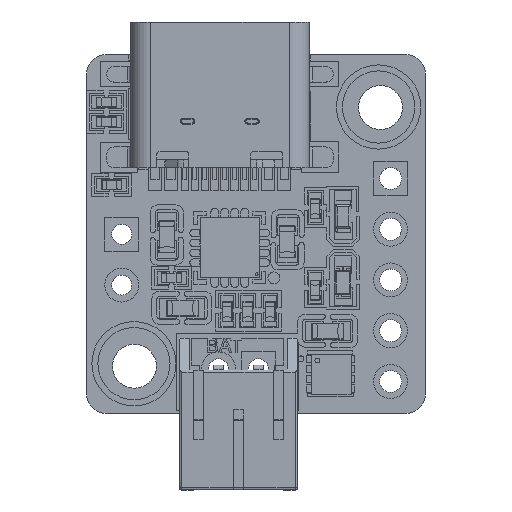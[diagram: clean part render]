
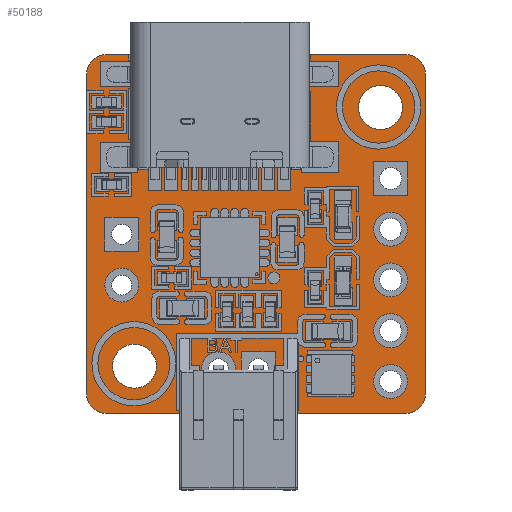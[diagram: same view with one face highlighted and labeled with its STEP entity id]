
A CAD part, top view. The second image highlights one B-rep face of the part: STEP entity #50188.
In plain terms, the highlighted planar face has unit normal (0, 0, 1).
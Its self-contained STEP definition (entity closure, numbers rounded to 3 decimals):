
#2229=FACE_BOUND('',#7397,.T.);
#2230=FACE_BOUND('',#7398,.T.);
#2231=FACE_BOUND('',#7399,.T.);
#2232=FACE_BOUND('',#7400,.T.);
#2233=FACE_BOUND('',#7401,.T.);
#2234=FACE_BOUND('',#7402,.T.);
#2235=FACE_BOUND('',#7403,.T.);
#2236=FACE_BOUND('',#7404,.T.);
#2237=FACE_BOUND('',#7405,.T.);
#2238=FACE_BOUND('',#7406,.T.);
#2239=FACE_BOUND('',#7407,.T.);
#2240=FACE_BOUND('',#7408,.T.);
#2241=FACE_BOUND('',#7409,.T.);
#2367=PLANE('',#53497);
#4422=FACE_OUTER_BOUND('',#7396,.T.);
#7396=EDGE_LOOP('',(#34246,#34247,#34248,#34249,#34250,#34251,#34252,#34253));
#7397=EDGE_LOOP('',(#34254));
#7398=EDGE_LOOP('',(#34255));
#7399=EDGE_LOOP('',(#34256));
#7400=EDGE_LOOP('',(#34257));
#7401=EDGE_LOOP('',(#34258));
#7402=EDGE_LOOP('',(#34259));
#7403=EDGE_LOOP('',(#34260));
#7404=EDGE_LOOP('',(#34261));
#7405=EDGE_LOOP('',(#34262));
#7406=EDGE_LOOP('',(#34263));
#7407=EDGE_LOOP('',(#34264));
#7408=EDGE_LOOP('',(#34265));
#7409=EDGE_LOOP('',(#34266));
#10488=CIRCLE('',#53476,0.987);
#10506=CIRCLE('',#53498,0.987);
#10507=CIRCLE('',#53499,0.987);
#10508=CIRCLE('',#53500,0.987);
#10509=CIRCLE('',#53501,0.55);
#10510=CIRCLE('',#53502,0.55);
#10511=CIRCLE('',#53503,0.5);
#10512=CIRCLE('',#53504,0.55);
#10513=CIRCLE('',#53505,0.5);
#10514=CIRCLE('',#53506,1.1);
#10515=CIRCLE('',#53507,0.5);
#10516=CIRCLE('',#53508,0.55);
#10517=CIRCLE('',#53509,0.55);
#10518=CIRCLE('',#53510,1.1);
#10519=CIRCLE('',#53511,0.325);
#10520=CIRCLE('',#53512,0.5);
#10521=CIRCLE('',#53513,0.325);
#11131=LINE('',#68752,#16615);
#11133=LINE('',#68756,#16617);
#11138=LINE('',#68800,#16622);
#11139=LINE('',#68804,#16623);
#16615=VECTOR('',#56748,1.);
#16617=VECTOR('',#56752,1.);
#16622=VECTOR('',#56795,1.);
#16623=VECTOR('',#56798,1.);
#22097=VERTEX_POINT('',#68741);
#22098=VERTEX_POINT('',#68743);
#22101=VERTEX_POINT('',#68750);
#22102=VERTEX_POINT('',#68755);
#22121=VERTEX_POINT('',#68797);
#22122=VERTEX_POINT('',#68799);
#22123=VERTEX_POINT('',#68801);
#22124=VERTEX_POINT('',#68803);
#22125=VERTEX_POINT('',#68806);
#22126=VERTEX_POINT('',#68808);
#22127=VERTEX_POINT('',#68810);
#22128=VERTEX_POINT('',#68812);
#22129=VERTEX_POINT('',#68814);
#22130=VERTEX_POINT('',#68816);
#22131=VERTEX_POINT('',#68818);
#22132=VERTEX_POINT('',#68820);
#22133=VERTEX_POINT('',#68822);
#22134=VERTEX_POINT('',#68824);
#22135=VERTEX_POINT('',#68826);
#22136=VERTEX_POINT('',#68828);
#22137=VERTEX_POINT('',#68830);
#26918=EDGE_CURVE('',#22097,#22098,#10488,.T.);
#26922=EDGE_CURVE('',#22101,#22097,#11131,.T.);
#26924=EDGE_CURVE('',#22098,#22102,#11133,.T.);
#26945=EDGE_CURVE('',#22121,#22101,#10506,.T.);
#26946=EDGE_CURVE('',#22122,#22121,#11138,.T.);
#26947=EDGE_CURVE('',#22123,#22122,#10507,.T.);
#26948=EDGE_CURVE('',#22124,#22123,#11139,.T.);
#26949=EDGE_CURVE('',#22102,#22124,#10508,.T.);
#26950=EDGE_CURVE('',#22125,#22125,#10509,.T.);
#26951=EDGE_CURVE('',#22126,#22126,#10510,.T.);
#26952=EDGE_CURVE('',#22127,#22127,#10511,.T.);
#26953=EDGE_CURVE('',#22128,#22128,#10512,.T.);
#26954=EDGE_CURVE('',#22129,#22129,#10513,.T.);
#26955=EDGE_CURVE('',#22130,#22130,#10514,.T.);
#26956=EDGE_CURVE('',#22131,#22131,#10515,.T.);
#26957=EDGE_CURVE('',#22132,#22132,#10516,.T.);
#26958=EDGE_CURVE('',#22133,#22133,#10517,.T.);
#26959=EDGE_CURVE('',#22134,#22134,#10518,.T.);
#26960=EDGE_CURVE('',#22135,#22135,#10519,.T.);
#26961=EDGE_CURVE('',#22136,#22136,#10520,.T.);
#26962=EDGE_CURVE('',#22137,#22137,#10521,.T.);
#34246=ORIENTED_EDGE('',*,*,#26918,.F.);
#34247=ORIENTED_EDGE('',*,*,#26922,.F.);
#34248=ORIENTED_EDGE('',*,*,#26945,.F.);
#34249=ORIENTED_EDGE('',*,*,#26946,.F.);
#34250=ORIENTED_EDGE('',*,*,#26947,.F.);
#34251=ORIENTED_EDGE('',*,*,#26948,.F.);
#34252=ORIENTED_EDGE('',*,*,#26949,.F.);
#34253=ORIENTED_EDGE('',*,*,#26924,.F.);
#34254=ORIENTED_EDGE('',*,*,#26950,.F.);
#34255=ORIENTED_EDGE('',*,*,#26951,.F.);
#34256=ORIENTED_EDGE('',*,*,#26952,.F.);
#34257=ORIENTED_EDGE('',*,*,#26953,.F.);
#34258=ORIENTED_EDGE('',*,*,#26954,.F.);
#34259=ORIENTED_EDGE('',*,*,#26955,.F.);
#34260=ORIENTED_EDGE('',*,*,#26956,.F.);
#34261=ORIENTED_EDGE('',*,*,#26957,.F.);
#34262=ORIENTED_EDGE('',*,*,#26958,.F.);
#34263=ORIENTED_EDGE('',*,*,#26959,.F.);
#34264=ORIENTED_EDGE('',*,*,#26960,.F.);
#34265=ORIENTED_EDGE('',*,*,#26961,.F.);
#34266=ORIENTED_EDGE('',*,*,#26962,.F.);
#50188=ADVANCED_FACE('',(#4422,#2229,#2230,#2231,#2232,#2233,#2234,#2235,
#2236,#2237,#2238,#2239,#2240,#2241),#2367,.F.);
#53476=AXIS2_PLACEMENT_3D('',#68744,#56740,#56741);
#53497=AXIS2_PLACEMENT_3D('',#68796,#56791,#56792);
#53498=AXIS2_PLACEMENT_3D('',#68798,#56793,#56794);
#53499=AXIS2_PLACEMENT_3D('',#68802,#56796,#56797);
#53500=AXIS2_PLACEMENT_3D('',#68805,#56799,#56800);
#53501=AXIS2_PLACEMENT_3D('',#68807,#56801,#56802);
#53502=AXIS2_PLACEMENT_3D('',#68809,#56803,#56804);
#53503=AXIS2_PLACEMENT_3D('',#68811,#56805,#56806);
#53504=AXIS2_PLACEMENT_3D('',#68813,#56807,#56808);
#53505=AXIS2_PLACEMENT_3D('',#68815,#56809,#56810);
#53506=AXIS2_PLACEMENT_3D('',#68817,#56811,#56812);
#53507=AXIS2_PLACEMENT_3D('',#68819,#56813,#56814);
#53508=AXIS2_PLACEMENT_3D('',#68821,#56815,#56816);
#53509=AXIS2_PLACEMENT_3D('',#68823,#56817,#56818);
#53510=AXIS2_PLACEMENT_3D('',#68825,#56819,#56820);
#53511=AXIS2_PLACEMENT_3D('',#68827,#56821,#56822);
#53512=AXIS2_PLACEMENT_3D('',#68829,#56823,#56824);
#53513=AXIS2_PLACEMENT_3D('',#68831,#56825,#56826);
#56740=DIRECTION('center_axis',(0.,0.,-1.));
#56741=DIRECTION('ref_axis',(-1.,0.,0.));
#56748=DIRECTION('',(0.,1.,0.));
#56752=DIRECTION('',(1.,0.,0.));
#56791=DIRECTION('center_axis',(0.,0.,-1.));
#56792=DIRECTION('ref_axis',(-1.,0.,0.));
#56793=DIRECTION('center_axis',(0.,0.,-1.));
#56794=DIRECTION('ref_axis',(0.,-1.,0.));
#56795=DIRECTION('',(-1.,0.,0.));
#56796=DIRECTION('center_axis',(0.,0.,-1.));
#56797=DIRECTION('ref_axis',(1.,0.,0.));
#56798=DIRECTION('',(0.,-1.,0.));
#56799=DIRECTION('center_axis',(0.,0.,-1.));
#56800=DIRECTION('ref_axis',(0.,1.,0.));
#56801=DIRECTION('center_axis',(0.,0.,1.));
#56802=DIRECTION('ref_axis',(1.,0.,0.));
#56803=DIRECTION('center_axis',(0.,0.,1.));
#56804=DIRECTION('ref_axis',(1.,0.,0.));
#56805=DIRECTION('center_axis',(0.,0.,1.));
#56806=DIRECTION('ref_axis',(1.,0.,0.));
#56807=DIRECTION('center_axis',(0.,0.,1.));
#56808=DIRECTION('ref_axis',(1.,0.,0.));
#56809=DIRECTION('center_axis',(0.,0.,1.));
#56810=DIRECTION('ref_axis',(1.,0.,0.));
#56811=DIRECTION('center_axis',(0.,0.,1.));
#56812=DIRECTION('ref_axis',(1.,0.,0.));
#56813=DIRECTION('center_axis',(0.,0.,1.));
#56814=DIRECTION('ref_axis',(1.,0.,0.));
#56815=DIRECTION('center_axis',(0.,0.,1.));
#56816=DIRECTION('ref_axis',(1.,0.,0.));
#56817=DIRECTION('center_axis',(0.,0.,1.));
#56818=DIRECTION('ref_axis',(1.,0.,0.));
#56819=DIRECTION('center_axis',(0.,0.,1.));
#56820=DIRECTION('ref_axis',(1.,0.,0.));
#56821=DIRECTION('center_axis',(0.,0.,1.));
#56822=DIRECTION('ref_axis',(1.,0.,0.));
#56823=DIRECTION('center_axis',(0.,0.,1.));
#56824=DIRECTION('ref_axis',(1.,0.,0.));
#56825=DIRECTION('center_axis',(0.,0.,1.));
#56826=DIRECTION('ref_axis',(1.,0.,0.));
#68741=CARTESIAN_POINT('',(-12.941,13.351,1.6));
#68743=CARTESIAN_POINT('',(-11.954,14.338,1.6));
#68744=CARTESIAN_POINT('Origin',(-11.954,13.351,1.6));
#68750=CARTESIAN_POINT('',(-12.941,-2.649,1.6));
#68752=CARTESIAN_POINT('',(-12.941,-2.649,1.6));
#68755=CARTESIAN_POINT('',(3.046,14.338,1.6));
#68756=CARTESIAN_POINT('',(-11.954,14.338,1.6));
#68796=CARTESIAN_POINT('Origin',(-4.454,5.351,1.6));
#68797=CARTESIAN_POINT('',(-11.954,-3.636,1.6));
#68798=CARTESIAN_POINT('Origin',(-11.954,-2.649,1.6));
#68799=CARTESIAN_POINT('',(3.046,-3.636,1.6));
#68800=CARTESIAN_POINT('',(3.046,-3.636,1.6));
#68801=CARTESIAN_POINT('',(4.033,-2.649,1.6));
#68802=CARTESIAN_POINT('Origin',(3.046,-2.649,1.6));
#68803=CARTESIAN_POINT('',(4.033,13.351,1.6));
#68804=CARTESIAN_POINT('',(4.033,13.351,1.6));
#68805=CARTESIAN_POINT('Origin',(3.046,13.351,1.6));
#68806=CARTESIAN_POINT('',(1.736,-2.032,1.6));
#68807=CARTESIAN_POINT('Origin',(2.286,-2.032,1.6));
#68808=CARTESIAN_POINT('',(1.736,0.508,1.6));
#68809=CARTESIAN_POINT('Origin',(2.286,0.508,1.6));
#68810=CARTESIAN_POINT('',(-4.834,-1.397,1.6));
#68811=CARTESIAN_POINT('Origin',(-4.334,-1.397,1.6));
#68812=CARTESIAN_POINT('',(1.736,3.048,1.6));
#68813=CARTESIAN_POINT('Origin',(2.286,3.048,1.6));
#68814=CARTESIAN_POINT('',(-6.834,-1.397,1.6));
#68815=CARTESIAN_POINT('Origin',(-6.334,-1.397,1.6));
#68816=CARTESIAN_POINT('',(-11.641,-1.27,1.6));
#68817=CARTESIAN_POINT('Origin',(-10.541,-1.27,1.6));
#68818=CARTESIAN_POINT('',(-11.676,2.794,1.6));
#68819=CARTESIAN_POINT('Origin',(-11.176,2.794,1.6));
#68820=CARTESIAN_POINT('',(1.736,5.588,1.6));
#68821=CARTESIAN_POINT('Origin',(2.286,5.588,1.6));
#68822=CARTESIAN_POINT('',(1.736,8.128,1.6));
#68823=CARTESIAN_POINT('Origin',(2.286,8.128,1.6));
#68824=CARTESIAN_POINT('',(0.678,11.684,1.6));
#68825=CARTESIAN_POINT('Origin',(1.778,11.684,1.6));
#68826=CARTESIAN_POINT('',(-3.658,9.693,1.6));
#68827=CARTESIAN_POINT('Origin',(-3.333,9.693,1.6));
#68828=CARTESIAN_POINT('',(-11.676,5.334,1.6));
#68829=CARTESIAN_POINT('Origin',(-11.176,5.334,1.6));
#68830=CARTESIAN_POINT('',(-9.438,9.693,1.6));
#68831=CARTESIAN_POINT('Origin',(-9.113,9.693,1.6));
